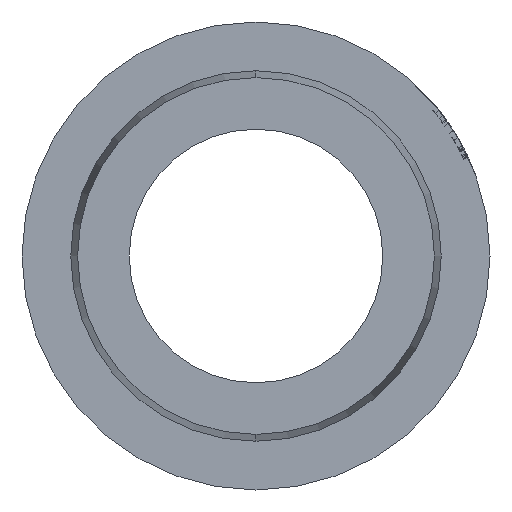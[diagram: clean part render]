
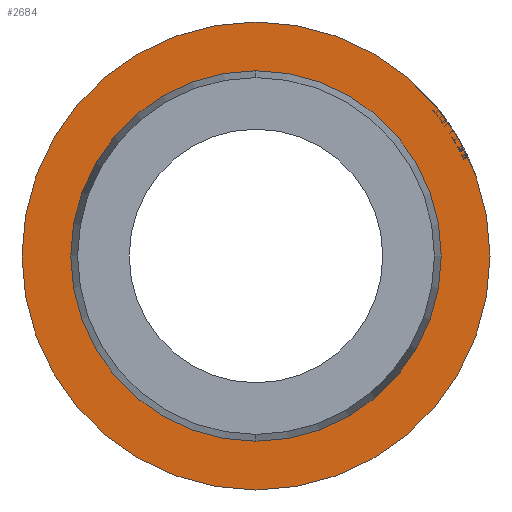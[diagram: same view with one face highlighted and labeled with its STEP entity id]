
A CAD part, left-side view. The second image highlights one B-rep face of the part: STEP entity #2684.
In plain terms, the highlighted planar face has unit normal (-1, 0, 0).
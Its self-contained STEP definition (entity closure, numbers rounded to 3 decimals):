
#320 = DIRECTION ( 'NONE',  ( -1., 0., 0. ) ) ;
#321 = AXIS2_PLACEMENT_3D ( 'NONE', #4008, #2142, #5885 ) ;
#338 = FACE_BOUND ( 'NONE', #360, .T. ) ;
#360 = EDGE_LOOP ( 'NONE', ( #5873, #3617 ) ) ;
#478 = DIRECTION ( 'NONE',  ( -1., 0., 0. ) ) ;
#868 = EDGE_LOOP ( 'NONE', ( #2527, #884 ) ) ;
#877 = VERTEX_POINT ( 'NONE', #2502 ) ;
#884 = ORIENTED_EDGE ( 'NONE', *, *, #1219, .T. ) ;
#1018 = CIRCLE ( 'NONE', #5518, 12. ) ;
#1064 = EDGE_CURVE ( 'NONE', #4646, #2816, #4632, .T. ) ;
#1219 = EDGE_CURVE ( 'NONE', #877, #3753, #1018, .T. ) ;
#1234 = DIRECTION ( 'NONE',  ( 0., 0., 1. ) ) ;
#1909 = CARTESIAN_POINT ( 'NONE',  ( 34., 0., 0. ) ) ;
#1987 = EDGE_CURVE ( 'NONE', #3753, #877, #2599, .T. ) ;
#2005 = AXIS2_PLACEMENT_3D ( 'NONE', #1909, #478, #4298 ) ;
#2141 = DIRECTION ( 'NONE',  ( 0., 0., 1. ) ) ;
#2142 = DIRECTION ( 'NONE',  ( 1., 0., 0. ) ) ;
#2369 = CARTESIAN_POINT ( 'NONE',  ( 34., 0., 9.5 ) ) ;
#2502 = CARTESIAN_POINT ( 'NONE',  ( 34., 0., -12. ) ) ;
#2527 = ORIENTED_EDGE ( 'NONE', *, *, #1987, .T. ) ;
#2599 = CIRCLE ( 'NONE', #3475, 12. ) ;
#2605 = DIRECTION ( 'NONE',  ( -1., 0., 0. ) ) ;
#2684 = ADVANCED_FACE ( 'NONE', ( #338, #4031 ), #5447, .F. ) ;
#2816 = VERTEX_POINT ( 'NONE', #4900 ) ;
#3036 = CARTESIAN_POINT ( 'NONE',  ( 34., 0., 0. ) ) ;
#3475 = AXIS2_PLACEMENT_3D ( 'NONE', #3036, #2605, #2141 ) ;
#3534 = CARTESIAN_POINT ( 'NONE',  ( 34., 0., 0. ) ) ;
#3617 = ORIENTED_EDGE ( 'NONE', *, *, #5315, .F. ) ;
#3655 = CIRCLE ( 'NONE', #5635, 9.5 ) ;
#3753 = VERTEX_POINT ( 'NONE', #5719 ) ;
#4008 = CARTESIAN_POINT ( 'NONE',  ( 34., 9.5, 0. ) ) ;
#4031 = FACE_OUTER_BOUND ( 'NONE', #868, .T. ) ;
#4298 = DIRECTION ( 'NONE',  ( 0., 0., 1. ) ) ;
#4557 = DIRECTION ( 'NONE',  ( 0., 0., 1. ) ) ;
#4632 = CIRCLE ( 'NONE', #2005, 9.5 ) ;
#4646 = VERTEX_POINT ( 'NONE', #2369 ) ;
#4900 = CARTESIAN_POINT ( 'NONE',  ( 34., 0., -9.5 ) ) ;
#5094 = CARTESIAN_POINT ( 'NONE',  ( 34., 0., 0. ) ) ;
#5315 = EDGE_CURVE ( 'NONE', #2816, #4646, #3655, .T. ) ;
#5447 = PLANE ( 'NONE',  #321 ) ;
#5448 = DIRECTION ( 'NONE',  ( -1., 0., 0. ) ) ;
#5518 = AXIS2_PLACEMENT_3D ( 'NONE', #3534, #320, #4557 ) ;
#5635 = AXIS2_PLACEMENT_3D ( 'NONE', #5094, #5448, #1234 ) ;
#5719 = CARTESIAN_POINT ( 'NONE',  ( 34., 0., 12. ) ) ;
#5873 = ORIENTED_EDGE ( 'NONE', *, *, #1064, .F. ) ;
#5885 = DIRECTION ( 'NONE',  ( 0., 0., -1. ) ) ;
